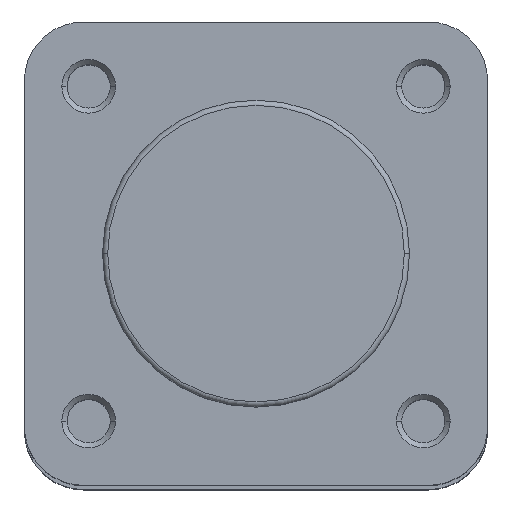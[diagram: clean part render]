
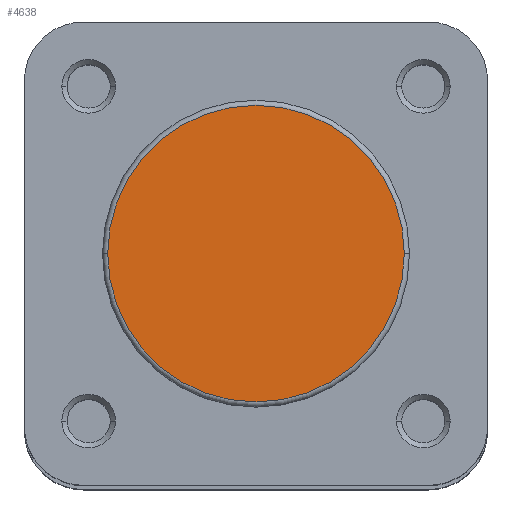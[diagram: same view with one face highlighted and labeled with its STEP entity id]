
A CAD part, top view. The second image highlights one B-rep face of the part: STEP entity #4638.
In plain terms, the highlighted planar face has unit normal (0, 0, 1).
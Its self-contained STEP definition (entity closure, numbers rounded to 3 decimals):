
#107 = EDGE_LOOP ( 'NONE', ( #6020, #6021 ) ) ;
#282 = CIRCLE ( 'NONE', #2897, 14.4 ) ;
#314 = CIRCLE ( 'NONE', #2912, 14.4 ) ;
#780 = FACE_OUTER_BOUND ( 'NONE', #107, .T. ) ;
#1310 = VERTEX_POINT ( 'NONE', #1593 ) ;
#1395 = VERTEX_POINT ( 'NONE', #1678 ) ;
#1593 = CARTESIAN_POINT ( 'NONE',  ( 14.4, 0., 0. ) ) ;
#1678 = CARTESIAN_POINT ( 'NONE',  ( -14.4, 0., 0. ) ) ;
#2633 = EDGE_CURVE ( 'NONE', #1395, #1310, #282, .T. ) ;
#2657 = EDGE_CURVE ( 'NONE', #1310, #1395, #314, .T. ) ;
#2897 = AXIS2_PLACEMENT_3D ( 'NONE', #3394, #3395, #3396 ) ;
#2912 = AXIS2_PLACEMENT_3D ( 'NONE', #3449, #3456, #3457 ) ;
#3132 = AXIS2_PLACEMENT_3D ( 'NONE', #4273, #4276, #4277 ) ;
#3394 = CARTESIAN_POINT ( 'NONE',  ( 0., 0., 0. ) ) ;
#3395 = DIRECTION ( 'NONE',  ( 0., 0., 1. ) ) ;
#3396 = DIRECTION ( 'NONE',  ( -1., 0., 0. ) ) ;
#3449 = CARTESIAN_POINT ( 'NONE',  ( 0., 0., 0. ) ) ;
#3456 = DIRECTION ( 'NONE',  ( 0., 0., 1. ) ) ;
#3457 = DIRECTION ( 'NONE',  ( -1., 0., 0. ) ) ;
#4273 = CARTESIAN_POINT ( 'NONE',  ( 0., 14.9, 0. ) ) ;
#4274 = PLANE ( 'NONE',  #3132 ) ;
#4276 = DIRECTION ( 'NONE',  ( 0., 0., -1. ) ) ;
#4277 = DIRECTION ( 'NONE',  ( -1., 0., 0. ) ) ;
#4638 = ADVANCED_FACE ( 'NONE', ( #780 ), #4274, .F. ) ;
#6020 = ORIENTED_EDGE ( 'NONE', *, *, #2633, .T. ) ;
#6021 = ORIENTED_EDGE ( 'NONE', *, *, #2657, .T. ) ;
